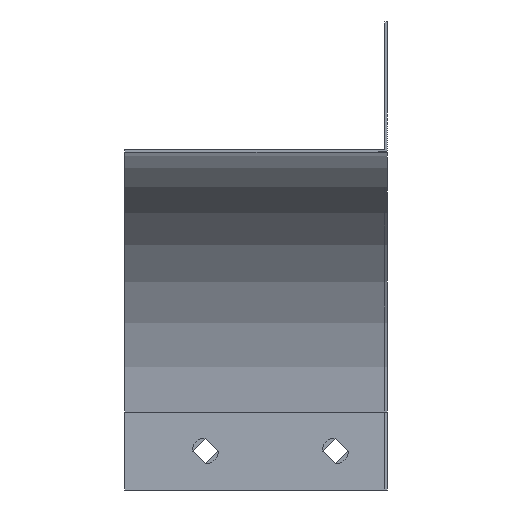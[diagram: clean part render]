
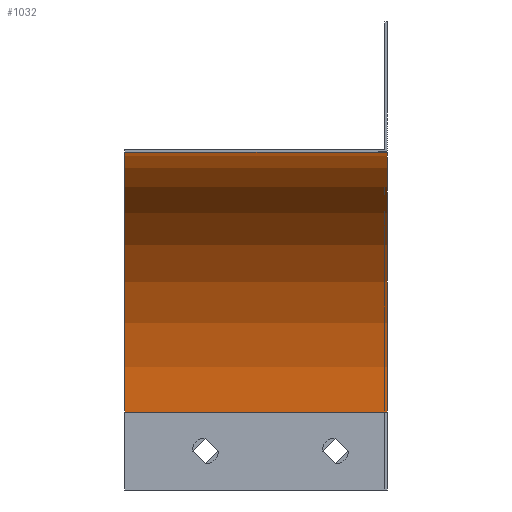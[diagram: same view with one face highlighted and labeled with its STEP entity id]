
A CAD part, left-side view. The second image highlights one B-rep face of the part: STEP entity #1032.
In plain terms, the highlighted cylindrical face has radius 100 mm (diameter 200 mm), a partial arc.
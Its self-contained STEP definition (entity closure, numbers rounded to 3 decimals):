
#62 = AXIS2_PLACEMENT_3D ( 'NONE', #536, #535, #530 ) ;
#123 = AXIS2_PLACEMENT_3D ( 'NONE', #1289, #1290, #1291 ) ;
#124 = AXIS2_PLACEMENT_3D ( 'NONE', #1283, #1284, #1285 ) ;
#196 = EDGE_CURVE ( 'NONE', #1178, #913, #1413, .T. ) ;
#198 = EDGE_CURVE ( 'NONE', #913, #922, #1417, .T. ) ;
#199 = EDGE_CURVE ( 'NONE', #1213, #922, #1419, .T. ) ;
#200 = EDGE_CURVE ( 'NONE', #1213, #1178, #1415, .T. ) ;
#505 = CARTESIAN_POINT ( 'NONE',  ( -100., 0., -150. ) ) ;
#514 = CARTESIAN_POINT ( 'NONE',  ( -200., 0., -50. ) ) ;
#530 = DIRECTION ( 'NONE',  ( 0., 0., -1. ) ) ;
#535 = DIRECTION ( 'NONE',  ( 0., -1., 0. ) ) ;
#536 = CARTESIAN_POINT ( 'NONE',  ( -200., 1., -150. ) ) ;
#652 = CARTESIAN_POINT ( 'NONE',  ( -100., 101., -150. ) ) ;
#688 = CARTESIAN_POINT ( 'NONE',  ( -200., 101., -50. ) ) ;
#913 = VERTEX_POINT ( 'NONE', #505 ) ;
#922 = VERTEX_POINT ( 'NONE', #514 ) ;
#1032 = ADVANCED_FACE ( 'NONE', ( #1686 ), #1684, .F. ) ;
#1161 = EDGE_LOOP ( 'NONE', ( #1529, #1528, #1527, #1526 ) ) ;
#1178 = VERTEX_POINT ( 'NONE', #652 ) ;
#1213 = VERTEX_POINT ( 'NONE', #688 ) ;
#1273 = DIRECTION ( 'NONE',  ( 0., -1., 0. ) ) ;
#1278 = CARTESIAN_POINT ( 'NONE',  ( -100., 1., -150. ) ) ;
#1279 = CARTESIAN_POINT ( 'NONE',  ( -200., 1., -50. ) ) ;
#1280 = DIRECTION ( 'NONE',  ( 0., -1., 0. ) ) ;
#1283 = CARTESIAN_POINT ( 'NONE',  ( -200., 0., -150. ) ) ;
#1284 = DIRECTION ( 'NONE',  ( 0., -1., 0. ) ) ;
#1285 = DIRECTION ( 'NONE',  ( 0., 0., -1. ) ) ;
#1289 = CARTESIAN_POINT ( 'NONE',  ( -200., 101., -150. ) ) ;
#1290 = DIRECTION ( 'NONE',  ( 0., 1., 0. ) ) ;
#1291 = DIRECTION ( 'NONE',  ( 0., 0., 1. ) ) ;
#1413 = LINE ( 'NONE', #1278, #1416 ) ;
#1415 = CIRCLE ( 'NONE', #123, 100. ) ;
#1416 = VECTOR ( 'NONE', #1280, 1000. ) ;
#1417 = CIRCLE ( 'NONE', #124, 100. ) ;
#1419 = LINE ( 'NONE', #1279, #1421 ) ;
#1421 = VECTOR ( 'NONE', #1273, 1000. ) ;
#1526 = ORIENTED_EDGE ( 'NONE', *, *, #196, .T. ) ;
#1527 = ORIENTED_EDGE ( 'NONE', *, *, #200, .T. ) ;
#1528 = ORIENTED_EDGE ( 'NONE', *, *, #199, .F. ) ;
#1529 = ORIENTED_EDGE ( 'NONE', *, *, #198, .T. ) ;
#1684 = CYLINDRICAL_SURFACE ( 'NONE', #62, 100. ) ;
#1686 = FACE_OUTER_BOUND ( 'NONE', #1161, .T. ) ;
